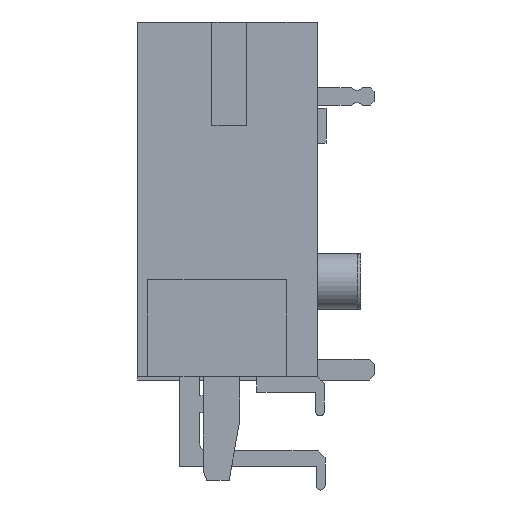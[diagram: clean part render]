
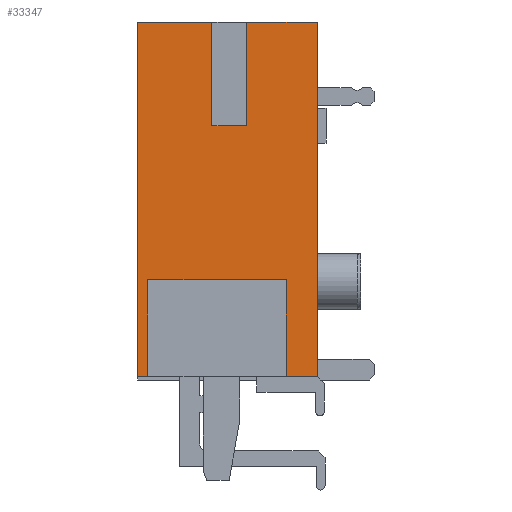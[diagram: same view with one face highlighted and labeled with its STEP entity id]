
A CAD part, left-side view. The second image highlights one B-rep face of the part: STEP entity #33347.
In plain terms, the highlighted planar face has unit normal (-1, 0, 0).
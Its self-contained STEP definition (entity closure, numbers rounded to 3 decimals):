
#1780=ORIENTED_EDGE('',*,*,#11403,.F.);
#1781=ORIENTED_EDGE('',*,*,#11404,.T.);
#1782=ORIENTED_EDGE('',*,*,#11260,.F.);
#1783=ORIENTED_EDGE('',*,*,#11238,.T.);
#1784=ORIENTED_EDGE('',*,*,#11030,.T.);
#1785=ORIENTED_EDGE('',*,*,#11405,.F.);
#1786=ORIENTED_EDGE('',*,*,#11406,.F.);
#1787=ORIENTED_EDGE('',*,*,#11407,.T.);
#1788=ORIENTED_EDGE('',*,*,#11026,.T.);
#1789=ORIENTED_EDGE('',*,*,#11061,.F.);
#1790=ORIENTED_EDGE('',*,*,#11255,.F.);
#1791=ORIENTED_EDGE('',*,*,#11408,.F.);
#11026=EDGE_CURVE('',#15809,#15808,#19297,.T.);
#11030=EDGE_CURVE('',#15813,#15812,#19301,.T.);
#11061=EDGE_CURVE('',#15838,#15808,#19331,.T.);
#11238=EDGE_CURVE('',#16003,#15813,#19506,.T.);
#11255=EDGE_CURVE('',#16018,#15838,#19523,.T.);
#11260=EDGE_CURVE('',#16003,#16008,#19528,.T.);
#11403=EDGE_CURVE('',#16116,#16117,#19671,.T.);
#11404=EDGE_CURVE('',#16116,#16008,#19672,.T.);
#11405=EDGE_CURVE('',#16118,#15812,#19673,.T.);
#11406=EDGE_CURVE('',#16119,#16118,#19674,.T.);
#11407=EDGE_CURVE('',#16119,#15809,#19675,.T.);
#11408=EDGE_CURVE('',#16117,#16018,#19676,.T.);
#15808=VERTEX_POINT('',#46831);
#15809=VERTEX_POINT('',#46833);
#15812=VERTEX_POINT('',#46839);
#15813=VERTEX_POINT('',#46841);
#15838=VERTEX_POINT('',#46898);
#16003=VERTEX_POINT('',#47246);
#16008=VERTEX_POINT('',#47258);
#16018=VERTEX_POINT('',#47278);
#16116=VERTEX_POINT('',#47569);
#16117=VERTEX_POINT('',#47570);
#16118=VERTEX_POINT('',#47573);
#16119=VERTEX_POINT('',#47575);
#19297=LINE('',#46832,#23944);
#19301=LINE('',#46840,#23948);
#19331=LINE('',#46899,#23978);
#19506=LINE('',#47245,#24153);
#19523=LINE('',#47279,#24170);
#19528=LINE('',#47287,#24175);
#19671=LINE('',#47568,#24318);
#19672=LINE('',#47571,#24319);
#19673=LINE('',#47572,#24320);
#19674=LINE('',#47574,#24321);
#19675=LINE('',#47576,#24322);
#19676=LINE('',#47577,#24323);
#23944=VECTOR('',#37837,1000.);
#23948=VECTOR('',#37841,1000.);
#23978=VECTOR('',#37877,1000.);
#24153=VECTOR('',#38066,1000.);
#24170=VECTOR('',#38085,1000.);
#24175=VECTOR('',#38090,1000.);
#24318=VECTOR('',#38321,1000.);
#24319=VECTOR('',#38322,1000.);
#24320=VECTOR('',#38323,1000.);
#24321=VECTOR('',#38324,1000.);
#24322=VECTOR('',#38325,1000.);
#24323=VECTOR('',#38326,1000.);
#28232=EDGE_LOOP('',(#1780,#1781,#1782,#1783,#1784,#1785,#1786,#1787,#1788,
#1789,#1790,#1791));
#30025=FACE_BOUND('',#28232,.T.);
#31782=PLANE('',#35099);
#33347=ADVANCED_FACE('',(#30025),#31782,.F.);
#35099=AXIS2_PLACEMENT_3D('',#47567,#38319,#38320);
#37837=DIRECTION('',(0.,0.,1.));
#37841=DIRECTION('',(0.,0.,1.));
#37877=DIRECTION('',(0.,-1.,0.));
#38066=DIRECTION('',(0.,-1.,0.));
#38085=DIRECTION('',(0.,0.,1.));
#38090=DIRECTION('',(0.,0.,1.));
#38319=DIRECTION('',(1.,0.,0.));
#38320=DIRECTION('',(0.,0.,-1.));
#38321=DIRECTION('',(0.,0.,1.));
#38322=DIRECTION('',(0.,1.,0.));
#38323=DIRECTION('',(0.,-1.,0.));
#38324=DIRECTION('',(0.,0.,-1.));
#38325=DIRECTION('',(0.,-1.,0.));
#38326=DIRECTION('',(0.,1.,0.));
#46831=CARTESIAN_POINT('',(-11.44,0.,2.9));
#46832=CARTESIAN_POINT('',(-11.44,0.,-2.3));
#46833=CARTESIAN_POINT('',(-11.44,0.,2.));
#46839=CARTESIAN_POINT('',(-11.44,0.,-2.));
#46840=CARTESIAN_POINT('',(-11.44,0.,-2.3));
#46841=CARTESIAN_POINT('',(-11.44,0.,-2.3));
#46898=CARTESIAN_POINT('',(-11.44,10.25,2.9));
#46899=CARTESIAN_POINT('',(-11.44,10.25,2.9));
#47245=CARTESIAN_POINT('',(-11.44,10.25,-2.3));
#47246=CARTESIAN_POINT('',(-11.44,10.25,-2.3));
#47258=CARTESIAN_POINT('',(-11.44,10.25,-0.15));
#47278=CARTESIAN_POINT('',(-11.44,10.25,0.85));
#47279=CARTESIAN_POINT('',(-11.44,10.25,-2.3));
#47287=CARTESIAN_POINT('',(-11.44,10.25,-2.3));
#47567=CARTESIAN_POINT('',(-11.44,10.25,-2.3));
#47568=CARTESIAN_POINT('',(-11.44,7.25,-0.15));
#47569=CARTESIAN_POINT('',(-11.44,7.25,-0.15));
#47570=CARTESIAN_POINT('',(-11.44,7.25,0.85));
#47571=CARTESIAN_POINT('',(-11.44,7.25,-0.15));
#47572=CARTESIAN_POINT('',(-11.44,2.8,-2.));
#47573=CARTESIAN_POINT('',(-11.44,2.8,-2.));
#47574=CARTESIAN_POINT('',(-11.44,2.8,2.));
#47575=CARTESIAN_POINT('',(-11.44,2.8,2.));
#47576=CARTESIAN_POINT('',(-11.44,2.8,2.));
#47577=CARTESIAN_POINT('',(-11.44,7.25,0.85));
